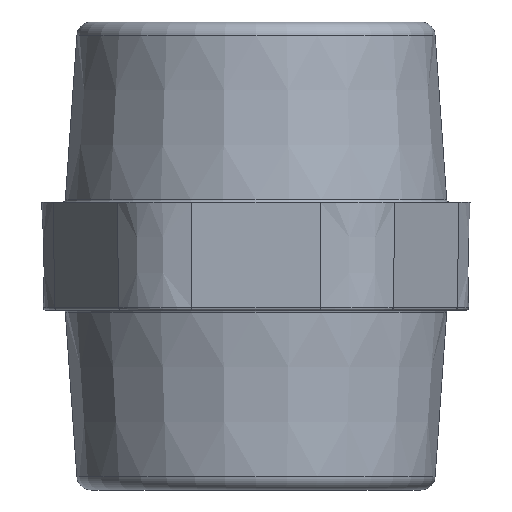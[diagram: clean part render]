
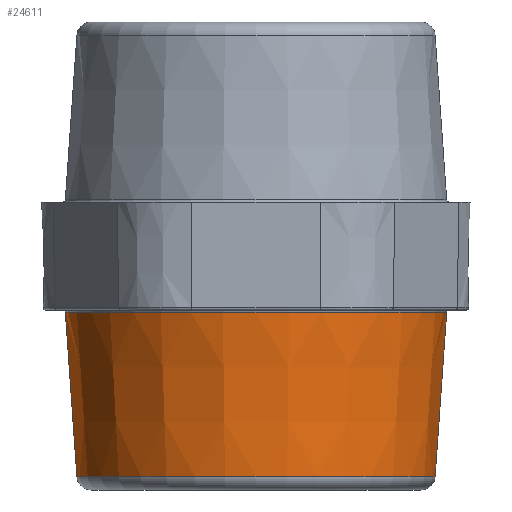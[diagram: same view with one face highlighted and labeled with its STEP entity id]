
A CAD part, front view. The second image highlights one B-rep face of the part: STEP entity #24611.
In plain terms, the highlighted conical face has half-angle 4 degrees and reference radius 25.681 mm.
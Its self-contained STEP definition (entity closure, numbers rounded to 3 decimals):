
#252 = ORIENTED_EDGE ( 'NONE', *, *, #12597, .T. ) ;
#1108 = DIRECTION ( 'NONE',  ( 0., 0., -1. ) ) ;
#3257 = CARTESIAN_POINT ( 'NONE',  ( -24.882, 0., -23.14 ) ) ;
#8589 = VECTOR ( 'NONE', #57118, 1000. ) ;
#10677 = LINE ( 'NONE', #30468, #58907 ) ;
#11067 = DIRECTION ( 'NONE',  ( -1., 0., 0. ) ) ;
#12440 = VERTEX_POINT ( 'NONE', #63968 ) ;
#12597 = EDGE_CURVE ( 'NONE', #62683, #12440, #30904, .T. ) ;
#15618 = AXIS2_PLACEMENT_3D ( 'NONE', #30518, #39919, #35050 ) ;
#17172 = CIRCLE ( 'NONE', #36830, 26.48 ) ;
#17672 = EDGE_CURVE ( 'NONE', #62683, #58072, #43163, .T. ) ;
#24611 = ADVANCED_FACE ( 'NONE', ( #40250 ), #37302, .T. ) ;
#25248 = CARTESIAN_POINT ( 'NONE',  ( -24.882, 0., -23.14 ) ) ;
#30468 = CARTESIAN_POINT ( 'NONE',  ( 24.882, 0., -23.14 ) ) ;
#30518 = CARTESIAN_POINT ( 'NONE',  ( 0., 0., -11.709 ) ) ;
#30752 = AXIS2_PLACEMENT_3D ( 'NONE', #35397, #60689, #11067 ) ;
#30904 = CIRCLE ( 'NONE', #30752, 24.882 ) ;
#32948 = ORIENTED_EDGE ( 'NONE', *, *, #33106, .T. ) ;
#33106 = EDGE_CURVE ( 'NONE', #44665, #58072, #17172, .T. ) ;
#33624 = CARTESIAN_POINT ( 'NONE',  ( 26.48, 0., -0.279 ) ) ;
#35050 = DIRECTION ( 'NONE',  ( -1., 0., 0. ) ) ;
#35397 = CARTESIAN_POINT ( 'NONE',  ( 0., 0., -23.14 ) ) ;
#35778 = DIRECTION ( 'NONE',  ( 1., 0., 0. ) ) ;
#36830 = AXIS2_PLACEMENT_3D ( 'NONE', #51680, #1108, #35778 ) ;
#37302 = CONICAL_SURFACE ( 'NONE', #15618, 25.681, 0.07 ) ;
#39555 = DIRECTION ( 'NONE',  ( 0.07, 0., 0.998 ) ) ;
#39919 = DIRECTION ( 'NONE',  ( 0., 0., 1. ) ) ;
#40250 = FACE_OUTER_BOUND ( 'NONE', #50329, .T. ) ;
#43163 = LINE ( 'NONE', #3257, #8589 ) ;
#44665 = VERTEX_POINT ( 'NONE', #33624 ) ;
#50329 = EDGE_LOOP ( 'NONE', ( #61983, #252, #51194, #32948 ) ) ;
#51194 = ORIENTED_EDGE ( 'NONE', *, *, #51949, .T. ) ;
#51680 = CARTESIAN_POINT ( 'NONE',  ( 0., 0., -0.279 ) ) ;
#51949 = EDGE_CURVE ( 'NONE', #12440, #44665, #10677, .T. ) ;
#57118 = DIRECTION ( 'NONE',  ( -0.07, 0., 0.998 ) ) ;
#58072 = VERTEX_POINT ( 'NONE', #59609 ) ;
#58907 = VECTOR ( 'NONE', #39555, 1000. ) ;
#59609 = CARTESIAN_POINT ( 'NONE',  ( -26.48, 0., -0.279 ) ) ;
#60689 = DIRECTION ( 'NONE',  ( 0., 0., 1. ) ) ;
#61983 = ORIENTED_EDGE ( 'NONE', *, *, #17672, .F. ) ;
#62683 = VERTEX_POINT ( 'NONE', #25248 ) ;
#63968 = CARTESIAN_POINT ( 'NONE',  ( 24.882, 0., -23.14 ) ) ;
